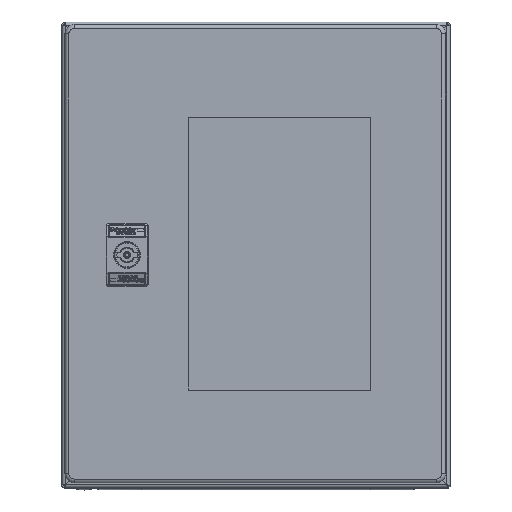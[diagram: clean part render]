
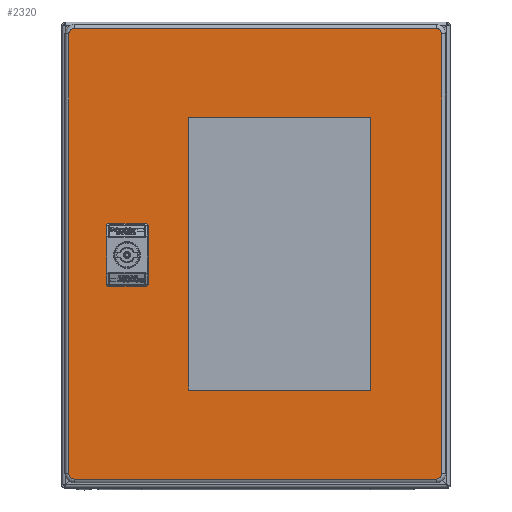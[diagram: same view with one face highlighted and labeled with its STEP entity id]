
A CAD part, top view. The second image highlights one B-rep face of the part: STEP entity #2320.
In plain terms, the highlighted planar face has unit normal (0, 0, 1).
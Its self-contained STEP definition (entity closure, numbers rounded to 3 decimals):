
#2320=ADVANCED_FACE('',(#7196,#7197,#7198),#7199,.F.);
#7196=FACE_OUTER_BOUND('',#17811,.T.);
#7197=FACE_BOUND('',#17812,.T.);
#7198=FACE_BOUND('',#17813,.T.);
#7199=PLANE('',#17814);
#17811=EDGE_LOOP('',(#36977,#36978,#36979,#36980,#36981,#36982,#36983,#36984));
#17812=EDGE_LOOP('',(#36985,#36986,#36987,#36988));
#17813=EDGE_LOOP('',(#36989,#36990,#36991,#36992));
#17814=AXIS2_PLACEMENT_3D('',#36993,#36994,#36995);
#36977=ORIENTED_EDGE('',*,*,#44820,.F.);
#36978=ORIENTED_EDGE('',*,*,#44821,.T.);
#36979=ORIENTED_EDGE('',*,*,#44822,.F.);
#36980=ORIENTED_EDGE('',*,*,#44823,.T.);
#36981=ORIENTED_EDGE('',*,*,#44824,.F.);
#36982=ORIENTED_EDGE('',*,*,#44825,.T.);
#36983=ORIENTED_EDGE('',*,*,#44819,.F.);
#36984=ORIENTED_EDGE('',*,*,#44826,.T.);
#36985=ORIENTED_EDGE('',*,*,#44827,.F.);
#36986=ORIENTED_EDGE('',*,*,#44828,.T.);
#36987=ORIENTED_EDGE('',*,*,#44829,.F.);
#36988=ORIENTED_EDGE('',*,*,#44830,.T.);
#36989=ORIENTED_EDGE('',*,*,#44831,.T.);
#36990=ORIENTED_EDGE('',*,*,#44832,.T.);
#36991=ORIENTED_EDGE('',*,*,#44833,.T.);
#36992=ORIENTED_EDGE('',*,*,#44834,.T.);
#36993=CARTESIAN_POINT('',(-0.5,0.8,152.21));
#36994=DIRECTION('',(0.0,0.0,-1.0));
#36995=DIRECTION('',(-1.0,0.0,0.0));
#44819=EDGE_CURVE('',#55041,#55039,#55043,.T.);
#44820=EDGE_CURVE('',#55044,#55045,#55046,.T.);
#44821=EDGE_CURVE('',#55044,#55047,#55048,.T.);
#44822=EDGE_CURVE('',#55049,#55047,#55050,.T.);
#44823=EDGE_CURVE('',#55049,#55051,#55052,.T.);
#44824=EDGE_CURVE('',#55053,#55051,#55054,.T.);
#44825=EDGE_CURVE('',#55053,#55039,#55055,.T.);
#44826=EDGE_CURVE('',#55041,#55045,#55056,.T.);
#44827=EDGE_CURVE('',#55057,#55058,#55059,.T.);
#44828=EDGE_CURVE('',#55057,#55060,#55061,.T.);
#44829=EDGE_CURVE('',#55062,#55060,#55063,.T.);
#44830=EDGE_CURVE('',#55062,#55058,#55064,.T.);
#44831=EDGE_CURVE('',#55065,#55066,#55067,.T.);
#44832=EDGE_CURVE('',#55066,#55068,#55069,.T.);
#44833=EDGE_CURVE('',#55068,#55070,#55071,.T.);
#44834=EDGE_CURVE('',#55070,#55065,#55072,.T.);
#55039=VERTEX_POINT('',#74585);
#55041=VERTEX_POINT('',#74587);
#55043=CIRCLE('',#74589,3.5);
#55044=VERTEX_POINT('',#74590);
#55045=VERTEX_POINT('',#74591);
#55046=CIRCLE('',#74592,3.5);
#55047=VERTEX_POINT('',#74593);
#55048=LINE('',#74594,#74595);
#55049=VERTEX_POINT('',#74596);
#55050=CIRCLE('',#74597,3.5);
#55051=VERTEX_POINT('',#74598);
#55052=LINE('',#74599,#74600);
#55053=VERTEX_POINT('',#74601);
#55054=CIRCLE('',#74602,3.5);
#55055=LINE('',#74603,#74604);
#55056=LINE('',#74605,#74606);
#55057=VERTEX_POINT('',#74607);
#55058=VERTEX_POINT('',#74608);
#55059=CIRCLE('',#74609,11.75);
#55060=VERTEX_POINT('',#74610);
#55061=LINE('',#74611,#74612);
#55062=VERTEX_POINT('',#74613);
#55063=CIRCLE('',#74614,11.75);
#55064=LINE('',#74615,#74616);
#55065=VERTEX_POINT('',#74617);
#55066=VERTEX_POINT('',#74618);
#55067=LINE('',#74619,#74620);
#55068=VERTEX_POINT('',#74621);
#55069=LINE('',#74622,#74623);
#55070=VERTEX_POINT('',#74624);
#55071=LINE('',#74625,#74626);
#55072=LINE('',#74627,#74628);
#74585=CARTESIAN_POINT('',(116.,-144.2,152.21));
#74587=CARTESIAN_POINT('',(119.5,-140.7,152.21));
#74589=AXIS2_PLACEMENT_3D('',#85109,#85110,#85111);
#74590=CARTESIAN_POINT('',(116.,145.8,152.21));
#74591=CARTESIAN_POINT('',(119.5,142.3,152.21));
#74592=AXIS2_PLACEMENT_3D('',#85112,#85113,#85114);
#74593=CARTESIAN_POINT('',(-117.,145.8,152.21));
#74594=CARTESIAN_POINT('',(116.,145.8,152.21));
#74595=VECTOR('',#85115,233.);
#74596=CARTESIAN_POINT('',(-120.5,142.3,152.21));
#74597=AXIS2_PLACEMENT_3D('',#85116,#85117,#85118);
#74598=CARTESIAN_POINT('',(-120.5,-140.7,152.21));
#74599=CARTESIAN_POINT('',(-120.5,142.3,152.21));
#74600=VECTOR('',#85119,283.);
#74601=CARTESIAN_POINT('',(-117.,-144.2,152.21));
#74602=AXIS2_PLACEMENT_3D('',#85120,#85121,#85122);
#74603=CARTESIAN_POINT('',(-117.,-144.2,152.21));
#74604=VECTOR('',#85123,233.);
#74605=CARTESIAN_POINT('',(119.5,-140.7,152.21));
#74606=VECTOR('',#85124,283.);
#74607=CARTESIAN_POINT('',(-72.9,6.804,152.21));
#74608=CARTESIAN_POINT('',(-93.1,6.804,152.21));
#74609=AXIS2_PLACEMENT_3D('',#85125,#85126,#85127);
#74610=CARTESIAN_POINT('',(-72.9,-5.204,152.21));
#74611=CARTESIAN_POINT('',(-72.9,6.804,152.21));
#74612=VECTOR('',#85128,12.009);
#74613=CARTESIAN_POINT('',(-93.1,-5.204,152.21));
#74614=AXIS2_PLACEMENT_3D('',#85129,#85130,#85131);
#74615=CARTESIAN_POINT('',(-93.1,-5.204,152.21));
#74616=VECTOR('',#85132,12.009);
#74617=CARTESIAN_POINT('',(-43.2,-86.9,152.21));
#74618=CARTESIAN_POINT('',(-43.2,88.5,152.21));
#74619=CARTESIAN_POINT('',(-43.2,-86.9,152.21));
#74620=VECTOR('',#85133,175.4);
#74621=CARTESIAN_POINT('',(74.0,88.5,152.21));
#74622=CARTESIAN_POINT('',(-43.2,88.5,152.21));
#74623=VECTOR('',#85134,117.2);
#74624=CARTESIAN_POINT('',(74.0,-86.9,152.21));
#74625=CARTESIAN_POINT('',(74.0,88.5,152.21));
#74626=VECTOR('',#85135,175.4);
#74627=CARTESIAN_POINT('',(74.0,-86.9,152.21));
#74628=VECTOR('',#85136,117.2);
#85109=CARTESIAN_POINT('',(116.0,-140.7,152.21));
#85110=DIRECTION('',(0.0,0.0,-1.0));
#85111=DIRECTION('',(1.0,0.,0.0));
#85112=CARTESIAN_POINT('',(116.0,142.3,152.21));
#85113=DIRECTION('',(0.0,0.0,-1.0));
#85114=DIRECTION('',(0.,1.0,0.0));
#85115=DIRECTION('',(-1.0,0.,0.0));
#85116=CARTESIAN_POINT('',(-117.0,142.3,152.21));
#85117=DIRECTION('',(-0.0,0.0,-1.0));
#85118=DIRECTION('',(-1.0,0.,0.0));
#85119=DIRECTION('',(0.,-1.0,0.0));
#85120=CARTESIAN_POINT('',(-117.0,-140.7,152.21));
#85121=DIRECTION('',(0.0,0.0,-1.0));
#85122=DIRECTION('',(0.,-1.0,0.0));
#85123=DIRECTION('',(1.0,0.,-0.0));
#85124=DIRECTION('',(0.0,1.0,0.0));
#85125=CARTESIAN_POINT('',(-83.0,0.8,152.21));
#85126=DIRECTION('',(0.0,0.0,1.0));
#85127=DIRECTION('',(0.86,0.511,-0.0));
#85128=DIRECTION('',(0.,-1.0,0.0));
#85129=CARTESIAN_POINT('',(-83.0,0.8,152.21));
#85130=DIRECTION('',(0.0,0.0,1.0));
#85131=DIRECTION('',(-0.86,-0.511,0.0));
#85132=DIRECTION('',(0.,1.0,0.0));
#85133=DIRECTION('',(0.0,1.0,0.0));
#85134=DIRECTION('',(1.0,0.0,0.0));
#85135=DIRECTION('',(0.0,-1.0,0.0));
#85136=DIRECTION('',(-1.0,0.0,0.0));
